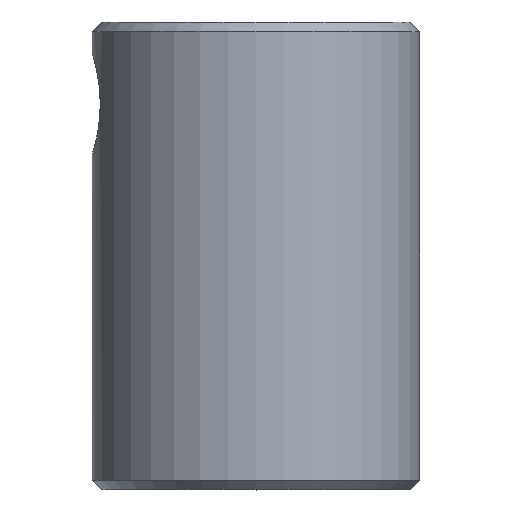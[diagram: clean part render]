
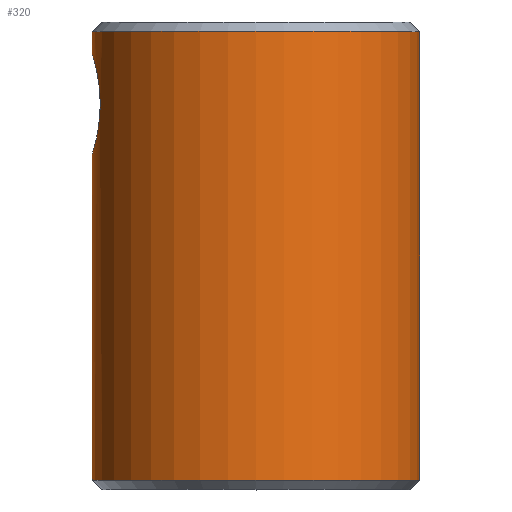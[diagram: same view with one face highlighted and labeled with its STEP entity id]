
A CAD part, top view. The second image highlights one B-rep face of the part: STEP entity #320.
In plain terms, the highlighted cylindrical face has radius 7 mm (diameter 14 mm), a full revolution.
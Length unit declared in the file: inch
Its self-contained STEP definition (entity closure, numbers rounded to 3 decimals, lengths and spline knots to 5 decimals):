
#6 = CARTESIAN_POINT ( 'NONE',  ( 0., 0.01575, 0. ) ) ;
#9 = CARTESIAN_POINT ( 'NONE',  ( -0.26259, 0.66062, 0.08366 ) ) ;
#16 = CARTESIAN_POINT ( 'NONE',  ( -0.26589, 0.69166, 0.07253 ) ) ;
#17 = CARTESIAN_POINT ( 'NONE',  ( -0.27478, 0.73057, -0.02176 ) ) ;
#19 = CARTESIAN_POINT ( 'NONE',  ( -0.2749, 0.73107, 0.02198 ) ) ;
#20 = ORIENTED_EDGE ( 'NONE', *, *, #295, .T. ) ;
#24 = DIRECTION ( 'NONE',  ( 0., 0., -1. ) ) ;
#25 = CARTESIAN_POINT ( 'NONE',  ( -0.27559, 0.56594, 0.00547 ) ) ;
#37 = CARTESIAN_POINT ( 'NONE',  ( -0.26516, 0.68678, 0.07515 ) ) ;
#43 = VERTEX_POINT ( 'NONE', #348 ) ;
#44 = CARTESIAN_POINT ( 'NONE',  ( -0.26916, 0.59048, 0.05919 ) ) ;
#51 = FACE_OUTER_BOUND ( 'NONE', #330, .T. ) ;
#52 = CARTESIAN_POINT ( 'NONE',  ( -0.26589, 0.60758, -0.07254 ) ) ;
#56 = CARTESIAN_POINT ( 'NONE',  ( -0.26392, 0.62258, -0.07937 ) ) ;
#60 = CARTESIAN_POINT ( 'NONE',  ( -0.27489, 0.56817, -0.02205 ) ) ;
#63 = CARTESIAN_POINT ( 'NONE',  ( -0.2724, 0.57708, 0.04206 ) ) ;
#69 = CARTESIAN_POINT ( 'NONE',  ( -0.26343, 0.62781, 0.08096 ) ) ;
#70 = VERTEX_POINT ( 'NONE', #290 ) ;
#71 = CIRCLE ( 'NONE', #93, 0.27559 ) ;
#78 = CARTESIAN_POINT ( 'NONE',  ( -0.27431, 0.57025, 0.02706 ) ) ;
#91 = CARTESIAN_POINT ( 'NONE',  ( -0.26393, 0.67671, -0.07934 ) ) ;
#93 = AXIS2_PLACEMENT_3D ( 'NONE', #6, #251, #314 ) ;
#94 = CARTESIAN_POINT ( 'NONE',  ( -0.26276, 0.6606, -0.08312 ) ) ;
#100 = CYLINDRICAL_SURFACE ( 'NONE', #255, 0.27559 ) ;
#105 = CARTESIAN_POINT ( 'NONE',  ( 0., 0.77165, 0. ) ) ;
#109 = CARTESIAN_POINT ( 'NONE',  ( -0.27001, 0.5866, 0.05531 ) ) ;
#116 = CARTESIAN_POINT ( 'NONE',  ( -0.26577, 0.69181, -0.07305 ) ) ;
#120 = CARTESIAN_POINT ( 'NONE',  ( -0.26589, 0.60759, 0.07255 ) ) ;
#121 = EDGE_LOOP ( 'NONE', ( #162 ) ) ;
#123 = EDGE_LOOP ( 'NONE', ( #199 ) ) ;
#124 = CARTESIAN_POINT ( 'NONE',  ( -0.26515, 0.61247, 0.07517 ) ) ;
#129 = DIRECTION ( 'NONE',  ( 0., 0., -1. ) ) ;
#131 = CARTESIAN_POINT ( 'NONE',  ( -0.2724, 0.57707, -0.04204 ) ) ;
#134 = CARTESIAN_POINT ( 'NONE',  ( -0.26747, 0.59855, -0.0665 ) ) ;
#142 = EDGE_CURVE ( 'NONE', #70, #70, #71, .T. ) ;
#144 = CARTESIAN_POINT ( 'NONE',  ( -0.26259, 0.65515, -0.08366 ) ) ;
#146 = CARTESIAN_POINT ( 'NONE',  ( -0.26276, 0.63857, 0.08311 ) ) ;
#149 = CIRCLE ( 'NONE', #265, 0.27559 ) ;
#153 = CARTESIAN_POINT ( 'NONE',  ( -0.26343, 0.62783, -0.08096 ) ) ;
#162 = ORIENTED_EDGE ( 'NONE', *, *, #206, .T. ) ;
#172 = CARTESIAN_POINT ( 'NONE',  ( -0.27542, 0.56649, 0.01101 ) ) ;
#174 = CARTESIAN_POINT ( 'NONE',  ( -0.27085, 0.71641, -0.05151 ) ) ;
#179 = CARTESIAN_POINT ( 'NONE',  ( -0.27311, 0.72474, 0.03721 ) ) ;
#181 = CARTESIAN_POINT ( 'NONE',  ( -0.26832, 0.70492, 0.063 ) ) ;
#183 = CARTESIAN_POINT ( 'NONE',  ( -0.26332, 0.67168, 0.08143 ) ) ;
#186 = DIRECTION ( 'NONE',  ( 0., -1., 0. ) ) ;
#190 = CARTESIAN_POINT ( 'NONE',  ( -0.27559, 0.56595, -0.01097 ) ) ;
#191 = DIRECTION ( 'NONE',  ( 0., -1., 0. ) ) ;
#199 = ORIENTED_EDGE ( 'NONE', *, *, #142, .T. ) ;
#202 = CARTESIAN_POINT ( 'NONE',  ( -0.26276, 0.63857, -0.08311 ) ) ;
#204 = VERTEX_POINT ( 'NONE', #237 ) ;
#205 = CARTESIAN_POINT ( 'NONE',  ( -0.26258, 0.64415, 0.08366 ) ) ;
#206 = EDGE_CURVE ( 'NONE', #43, #43, #263, .T. ) ;
#207 = CARTESIAN_POINT ( 'NONE',  ( -0.27559, 0.73327, -0.00555 ) ) ;
#209 = CARTESIAN_POINT ( 'NONE',  ( -0.27559, 0.73327, 0.01107 ) ) ;
#213 = CARTESIAN_POINT ( 'NONE',  ( -0.27241, 0.72216, 0.042 ) ) ;
#220 = CARTESIAN_POINT ( 'NONE',  ( -0.27085, 0.58314, -0.0511 ) ) ;
#224 = CARTESIAN_POINT ( 'NONE',  ( -0.27085, 0.58314, 0.05111 ) ) ;
#226 = CARTESIAN_POINT ( 'NONE',  ( -0.26916, 0.59048, 0.05919 ) ) ;
#229 = CARTESIAN_POINT ( 'NONE',  ( -0.26343, 0.67138, -0.08097 ) ) ;
#232 = CARTESIAN_POINT ( 'NONE',  ( -0.27252, 0.72264, -0.04225 ) ) ;
#237 = CARTESIAN_POINT ( 'NONE',  ( 0., 0.77165, -0.27559 ) ) ;
#246 = CARTESIAN_POINT ( 'NONE',  ( -0.27002, 0.58658, -0.05529 ) ) ;
#251 = DIRECTION ( 'NONE',  ( 0., 1., 0. ) ) ;
#255 = AXIS2_PLACEMENT_3D ( 'NONE', #329, #186, #129 ) ;
#260 = CARTESIAN_POINT ( 'NONE',  ( -0.26392, 0.62259, 0.07937 ) ) ;
#263 = B_SPLINE_CURVE_WITH_KNOTS ( 'NONE', 3,
 ( #226, #109, #224, #63, #333, #78, #312, #172, #25, #190, #60, #363, #131, #220, #246, #305, #134, #52, #274, #56, #153, #202, #350, #144, #94, #229, #91, #116, #343, #174, #232, #286, #17, #322, #207, #209, #19, #179, #213, #326, #296, #181, #292, #16, #37, #183, #9, #205, #146, #69, #260, #124, #120, #293, #328, #44 ),
 .UNSPECIFIED., .T., .F.,
 ( 4, 2, 2, 2, 2, 2, 2, 2, 2, 2, 2, 2, 2, 2, 2, 2, 2, 2, 2, 2, 2, 2, 2, 2, 2, 2, 2, 4 ),
 ( 0., 0.00042, 0.00084, 0.00126, 0.00167, 0.00251, 0.00293, 0.00335, 0.00377, 0.00419, 0.00461, 0.00502, 0.00544, 0.00586, 0.0067, 0.00754, 0.00795, 0.00837, 0.00921, 0.00963, 0.01005, 0.01047, 0.01088, 0.01172, 0.01214, 0.01256, 0.01298, 0.0134 ),
 .UNSPECIFIED. ) ;
#265 = AXIS2_PLACEMENT_3D ( 'NONE', #105, #191, #24 ) ;
#270 = FACE_OUTER_BOUND ( 'NONE', #123, .T. ) ;
#274 = CARTESIAN_POINT ( 'NONE',  ( -0.26516, 0.61238, -0.07513 ) ) ;
#286 = CARTESIAN_POINT ( 'NONE',  ( -0.2743, 0.72894, -0.02711 ) ) ;
#290 = CARTESIAN_POINT ( 'NONE',  ( 0., 0.01575, -0.27559 ) ) ;
#292 = CARTESIAN_POINT ( 'NONE',  ( -0.26748, 0.70073, 0.06645 ) ) ;
#293 = CARTESIAN_POINT ( 'NONE',  ( -0.26746, 0.59857, 0.06651 ) ) ;
#295 = EDGE_CURVE ( 'NONE', #204, #204, #149, .T. ) ;
#296 = CARTESIAN_POINT ( 'NONE',  ( -0.27001, 0.71261, 0.05531 ) ) ;
#305 = CARTESIAN_POINT ( 'NONE',  ( -0.26833, 0.59427, -0.06299 ) ) ;
#312 = CARTESIAN_POINT ( 'NONE',  ( -0.27478, 0.56866, 0.02183 ) ) ;
#314 = DIRECTION ( 'NONE',  ( 0., 0., -1. ) ) ;
#320 = ADVANCED_FACE ( 'NONE', ( #356, #270, #51 ), #100, .T. ) ;
#322 = CARTESIAN_POINT ( 'NONE',  ( -0.27542, 0.73272, -0.01101 ) ) ;
#326 = CARTESIAN_POINT ( 'NONE',  ( -0.27086, 0.71612, 0.05103 ) ) ;
#328 = CARTESIAN_POINT ( 'NONE',  ( -0.2683, 0.59437, 0.06307 ) ) ;
#329 = CARTESIAN_POINT ( 'NONE',  ( 0., 0., 0. ) ) ;
#330 = EDGE_LOOP ( 'NONE', ( #20 ) ) ;
#333 = CARTESIAN_POINT ( 'NONE',  ( -0.27312, 0.57446, 0.03717 ) ) ;
#343 = CARTESIAN_POINT ( 'NONE',  ( -0.26748, 0.70108, -0.06684 ) ) ;
#348 = CARTESIAN_POINT ( 'NONE',  ( -0.26916, 0.59048, 0.05919 ) ) ;
#350 = CARTESIAN_POINT ( 'NONE',  ( -0.26258, 0.64414, -0.08366 ) ) ;
#356 = FACE_BOUND ( 'NONE', #121, .T. ) ;
#363 = CARTESIAN_POINT ( 'NONE',  ( -0.27312, 0.57445, -0.03715 ) ) ;
